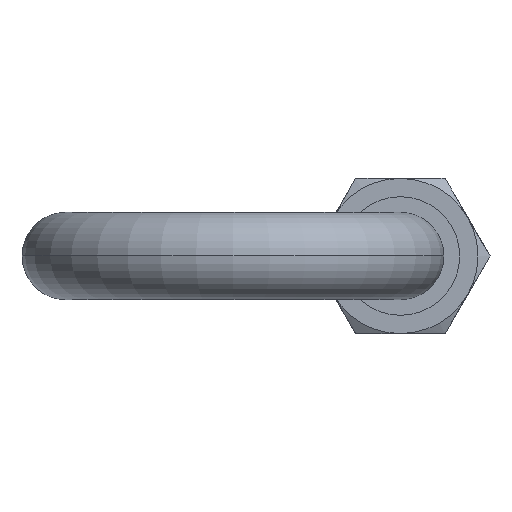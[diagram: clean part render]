
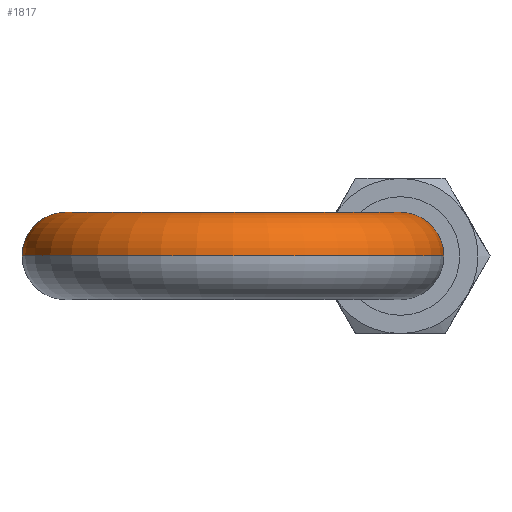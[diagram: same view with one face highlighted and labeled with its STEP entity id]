
A CAD part, front view. The second image highlights one B-rep face of the part: STEP entity #1817.
In plain terms, the highlighted toroidal (fillet/blend) face has major radius 9.6 mm and minor radius 2.5 mm.
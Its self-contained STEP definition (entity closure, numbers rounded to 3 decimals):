
#48 = VERTEX_POINT ( 'NONE', #972 ) ;
#73 = CIRCLE ( 'NONE', #1063, 2.5 ) ;
#77 = CARTESIAN_POINT ( 'NONE',  ( 0., -20., 0. ) ) ;
#81 = DIRECTION ( 'NONE',  ( 0., 0., 1. ) ) ;
#108 = DIRECTION ( 'NONE',  ( 0., 0., 1. ) ) ;
#182 = EDGE_CURVE ( 'NONE', #438, #1447, #555, .T. ) ;
#208 = DIRECTION ( 'NONE',  ( 0., 1., 0. ) ) ;
#210 = AXIS2_PLACEMENT_3D ( 'NONE', #77, #554, #1974 ) ;
#254 = EDGE_LOOP ( 'NONE', ( #1095, #1047, #1040, #1772, #1312 ) ) ;
#309 = CIRCLE ( 'NONE', #654, 12.1 ) ;
#381 = TOROIDAL_SURFACE ( 'NONE', #210, 9.6, 2.5 ) ;
#415 = FACE_OUTER_BOUND ( 'NONE', #254, .T. ) ;
#438 = VERTEX_POINT ( 'NONE', #1328 ) ;
#554 = DIRECTION ( 'NONE',  ( 0., 0., 1. ) ) ;
#555 = CIRCLE ( 'NONE', #1642, 2.5 ) ;
#565 = CARTESIAN_POINT ( 'NONE',  ( -9.6, -20., 0. ) ) ;
#598 = DIRECTION ( 'NONE',  ( 0., 0., 1. ) ) ;
#629 = AXIS2_PLACEMENT_3D ( 'NONE', #767, #108, #2034 ) ;
#654 = AXIS2_PLACEMENT_3D ( 'NONE', #937, #598, #1245 ) ;
#767 = CARTESIAN_POINT ( 'NONE',  ( 0., -20., 0. ) ) ;
#798 = CARTESIAN_POINT ( 'NONE',  ( 9.6, -20., 0. ) ) ;
#878 = DIRECTION ( 'NONE',  ( 0., 0., 1. ) ) ;
#916 = EDGE_CURVE ( 'NONE', #1178, #438, #73, .T. ) ;
#936 = CIRCLE ( 'NONE', #629, 7.1 ) ;
#937 = CARTESIAN_POINT ( 'NONE',  ( 0., -20., 0. ) ) ;
#972 = CARTESIAN_POINT ( 'NONE',  ( -12.1, -20., 0. ) ) ;
#1040 = ORIENTED_EDGE ( 'NONE', *, *, #182, .F. ) ;
#1047 = ORIENTED_EDGE ( 'NONE', *, *, #1956, .T. ) ;
#1063 = AXIS2_PLACEMENT_3D ( 'NONE', #1660, #208, #878 ) ;
#1095 = ORIENTED_EDGE ( 'NONE', *, *, #1863, .T. ) ;
#1178 = VERTEX_POINT ( 'NONE', #2042 ) ;
#1245 = DIRECTION ( 'NONE',  ( 1., 0., 0. ) ) ;
#1312 = ORIENTED_EDGE ( 'NONE', *, *, #1540, .F. ) ;
#1328 = CARTESIAN_POINT ( 'NONE',  ( 9.6, -20., 2.5 ) ) ;
#1360 = DIRECTION ( 'NONE',  ( 0., -1., 0. ) ) ;
#1367 = CARTESIAN_POINT ( 'NONE',  ( 12.1, -20., 0. ) ) ;
#1447 = VERTEX_POINT ( 'NONE', #1367 ) ;
#1525 = CARTESIAN_POINT ( 'NONE',  ( -7.1, -20., 0. ) ) ;
#1540 = EDGE_CURVE ( 'NONE', #1590, #1178, #936, .T. ) ;
#1590 = VERTEX_POINT ( 'NONE', #1525 ) ;
#1642 = AXIS2_PLACEMENT_3D ( 'NONE', #798, #1747, #1914 ) ;
#1660 = CARTESIAN_POINT ( 'NONE',  ( 9.6, -20., 0. ) ) ;
#1747 = DIRECTION ( 'NONE',  ( 0., 1., 0. ) ) ;
#1772 = ORIENTED_EDGE ( 'NONE', *, *, #916, .F. ) ;
#1789 = CIRCLE ( 'NONE', #1806, 2.5 ) ;
#1806 = AXIS2_PLACEMENT_3D ( 'NONE', #565, #1360, #81 ) ;
#1817 = ADVANCED_FACE ( 'NONE', ( #415 ), #381, .T. ) ;
#1863 = EDGE_CURVE ( 'NONE', #1590, #48, #1789, .T. ) ;
#1914 = DIRECTION ( 'NONE',  ( 0., 0., 1. ) ) ;
#1956 = EDGE_CURVE ( 'NONE', #48, #1447, #309, .T. ) ;
#1974 = DIRECTION ( 'NONE',  ( 1., 0., 0. ) ) ;
#2034 = DIRECTION ( 'NONE',  ( 1., 0., 0. ) ) ;
#2042 = CARTESIAN_POINT ( 'NONE',  ( 7.1, -20., 0. ) ) ;
